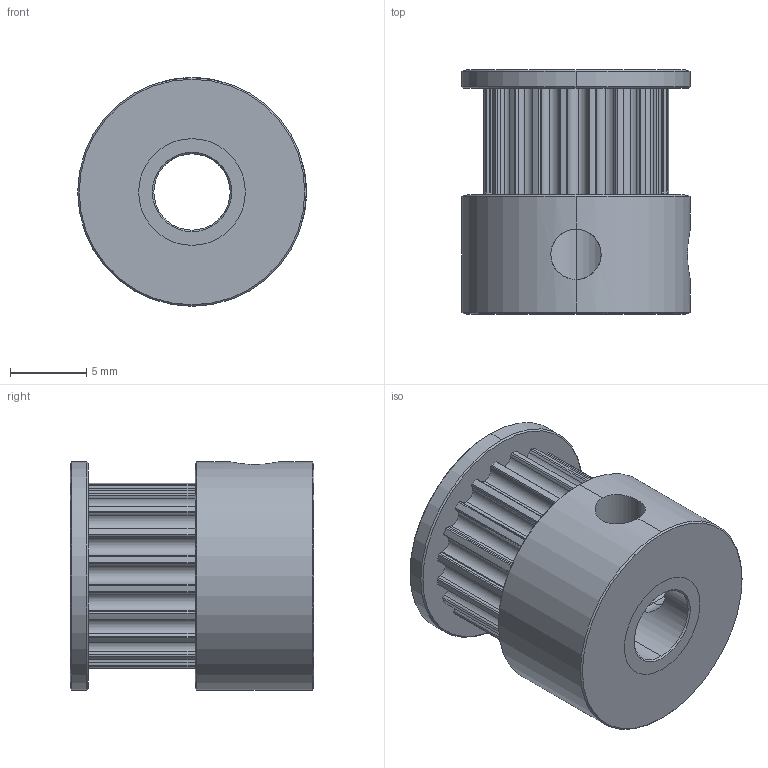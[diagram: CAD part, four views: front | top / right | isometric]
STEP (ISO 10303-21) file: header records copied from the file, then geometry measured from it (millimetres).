
FILE_DESCRIPTION (( 'STEP AP214' ), '1' );
FILE_NAME ('Gates_2GT_20T_Toothed_Pulley.STEP', '2020-07-10T19:51:43', ( '' ), ( '' ), 'SwSTEP 2.0', 'SolidWorks 2019', '' );
FILE_SCHEMA (( 'AUTOMOTIVE_DESIGN' ));
Length unit declared in the file: millimetre
Products named in the file (1): Gates_2GT_20T_Toothed_Pulley
Bounding box: 15 x 16 x 15 mm (x, y, z)
Volume: 1895.2 mm3; surface area: 2190.3 mm2
Topology: 3 solids, 3 shells, 177 faces, 507 edges, 334 vertices
Faces by surface type: cylinder 157, cone 12, plane 8
Entity records: 6503 total; most frequent: CARTESIAN_POINT 1447, DIRECTION 1149, ORIENTED_EDGE 1014, EDGE_CURVE 507, AXIS2_PLACEMENT_3D 488, VERTEX_POINT 334, CIRCLE 310, EDGE_LOOP 189
